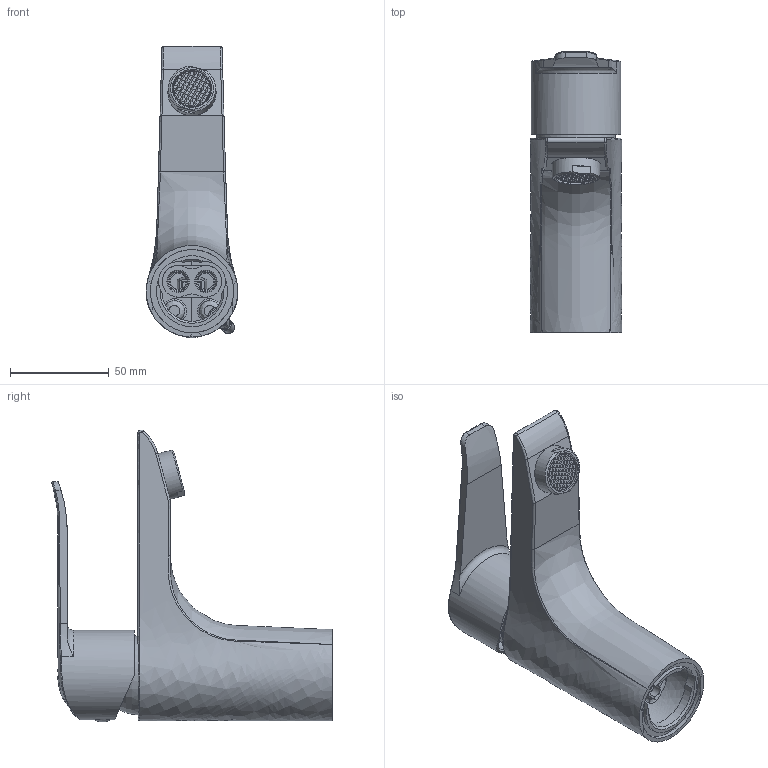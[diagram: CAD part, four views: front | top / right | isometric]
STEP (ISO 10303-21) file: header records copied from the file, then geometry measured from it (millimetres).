
FILE_DESCRIPTION (( 'STEP AP203' ), '1' );
FILE_NAME ('64AP11724.STEP', '2025-11-11T10:42:23', ( '' ), ( '' ), 'SwSTEP 2.0', 'SolidWorks 2021', '' );
FILE_SCHEMA (( 'CONFIG_CONTROL_DESIGN' ));
Products named in the file (1): 64AP11724
Bounding box: 46.39 x 142.4 x 147.98 mm (x, y, z)
Volume: 98783.6 mm3; surface area: 80794 mm2
Topology: 7 solids, 7 shells, 1280 faces, 3490 edges, 2269 vertices
Faces by surface type: plane 940, bspline 171, cylinder 130, cone 28, torus 8, sphere 3
Full cylindrical faces by diameter (mm): 4.2 x1, 5.1 x2, 6 x1, 6.75 x1, 8 x2, 9 x2, 9.5 x1, 10 x1, 10.5 x2, 10.6 x2, 16 x1, 19 x1, 20 x2, 21 x1, 21.1 x1, 22.5 x2, 23 x1, 23.85 x1, 24 x1, 24.5 x1, 31 x1, 35.2 x2, 35.8 x3, 37 x1, 41.5 x1, 42.2 x1, 45.5 x1
Entity records: 181220 total; most frequent: CARTESIAN_POINT 150416, ORIENTED_EDGE 6788, DIRECTION 5432, EDGE_CURVE 3394, LINE 2518, VECTOR 2518, VERTEX_POINT 2244, EDGE_LOOP 1558
